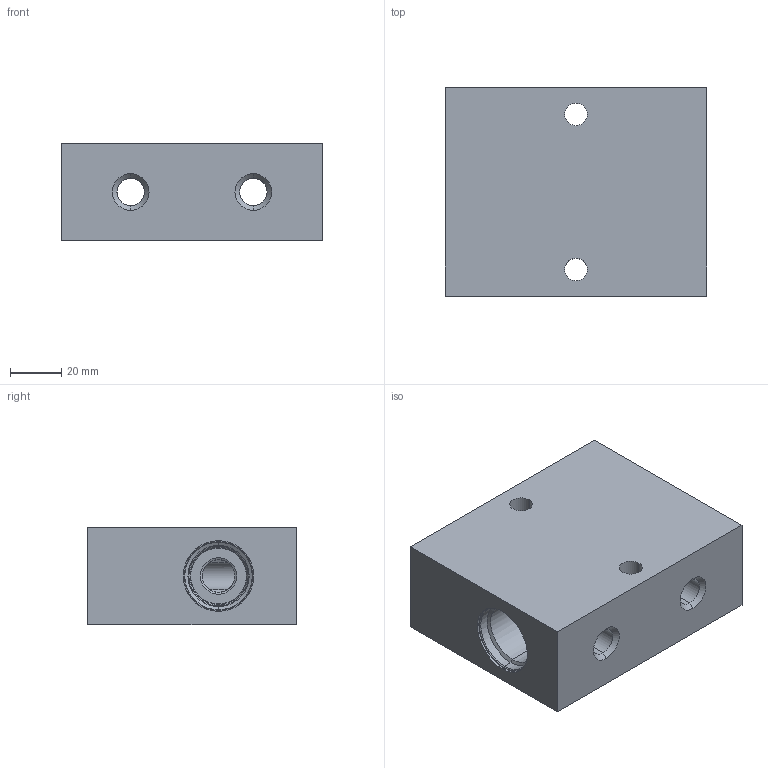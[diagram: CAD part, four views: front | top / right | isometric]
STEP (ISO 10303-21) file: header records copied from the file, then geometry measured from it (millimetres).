
FILE_DESCRIPTION((''),'2;1');
FILE_NAME('YBA_ASM','2023-09-13T',('ProEService'),(''),'PRO/ENGINEER BY PARAMETRIC TECHNOLOGY CORPORATION, 2014200','PRO/ENGINEER BY PARAMETRIC TECHNOLOGY CORPORATION, 2014200','');
FILE_SCHEMA(('CONFIG_CONTROL_DESIGN'));
Length unit declared in the file: inch
Products named in the file (2): 150-171-001; YBA_ASM
Assembly tree (1 placements, depth 2):
  YBA_ASM
    150-171-001
Bounding box: 101.6 x 80.98 x 38.1 mm (x, y, z)
Volume: 249218.5 mm3; surface area: 43649.9 mm2
Topology: 1 solids, 1 shells, 79 faces, 330 edges, 327 vertices
Faces by surface type: cylinder 33, cone 32, plane 10, torus 4
Entity records: 3931 total; most frequent: CARTESIAN_POINT 1242, DIRECTION 568, ORIENTED_EDGE 366, VECTOR 222, LINE 222, EDGE_CURVE 183, AXIS2_PLACEMENT_3D 173, TRIMMED_CURVE 147
